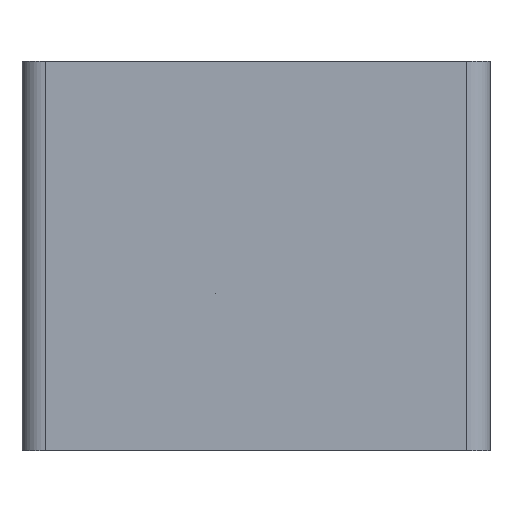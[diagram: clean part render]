
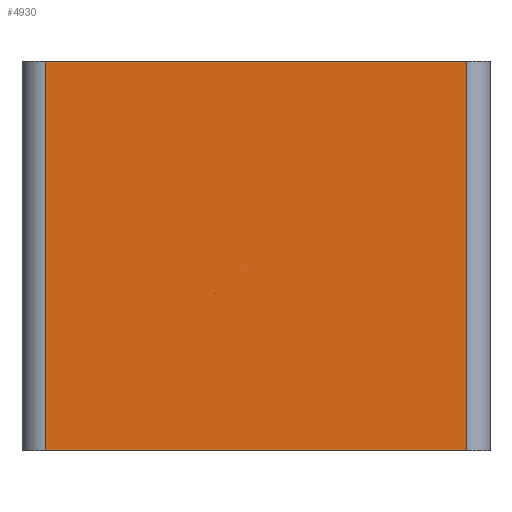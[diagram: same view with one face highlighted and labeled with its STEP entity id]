
A CAD part, front view. The second image highlights one B-rep face of the part: STEP entity #4930.
In plain terms, the highlighted planar face has unit normal (0, -1, 0).
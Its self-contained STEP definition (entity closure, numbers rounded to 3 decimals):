
#344 = EDGE_CURVE ( 'NONE', #2908, #8624, #6554, .T. ) ;
#1273 = EDGE_CURVE ( 'NONE', #2908, #11371, #10621, .T. ) ;
#1364 = ORIENTED_EDGE ( 'NONE', *, *, #6722, .F. ) ;
#1546 = CARTESIAN_POINT ( 'NONE',  ( 27., -30., 25. ) ) ;
#2541 = ORIENTED_EDGE ( 'NONE', *, *, #8070, .T. ) ;
#2570 = CARTESIAN_POINT ( 'NONE',  ( -27., -30., 25. ) ) ;
#2578 = EDGE_LOOP ( 'NONE', ( #2541, #1364, #10979, #9111 ) ) ;
#2625 = CARTESIAN_POINT ( 'NONE',  ( 27., -30., -25. ) ) ;
#2644 = AXIS2_PLACEMENT_3D ( 'NONE', #11299, #10197, #3056 ) ;
#2908 = VERTEX_POINT ( 'NONE', #2570 ) ;
#3056 = DIRECTION ( 'NONE',  ( 0., 0., 1. ) ) ;
#3540 = DIRECTION ( 'NONE',  ( 1., 0., 0. ) ) ;
#3578 = CARTESIAN_POINT ( 'NONE',  ( -27., -30., 25. ) ) ;
#4089 = PLANE ( 'NONE',  #2644 ) ;
#4724 = VECTOR ( 'NONE', #3540, 1000. ) ;
#4930 = ADVANCED_FACE ( 'NONE', ( #5741 ), #4089, .F. ) ;
#5051 = DIRECTION ( 'NONE',  ( 0., 0., -1. ) ) ;
#5123 = VECTOR ( 'NONE', #5051, 1000. ) ;
#5741 = FACE_OUTER_BOUND ( 'NONE', #2578, .T. ) ;
#6554 = LINE ( 'NONE', #10184, #7547 ) ;
#6688 = LINE ( 'NONE', #1546, #5123 ) ;
#6722 = EDGE_CURVE ( 'NONE', #11371, #11230, #6688, .T. ) ;
#7547 = VECTOR ( 'NONE', #11399, 1000. ) ;
#8031 = LINE ( 'NONE', #11625, #4724 ) ;
#8070 = EDGE_CURVE ( 'NONE', #8624, #11230, #8031, .T. ) ;
#8315 = VECTOR ( 'NONE', #8918, 1000. ) ;
#8624 = VERTEX_POINT ( 'NONE', #8852 ) ;
#8852 = CARTESIAN_POINT ( 'NONE',  ( -27., -30., -25. ) ) ;
#8918 = DIRECTION ( 'NONE',  ( 1., 0., 0. ) ) ;
#9111 = ORIENTED_EDGE ( 'NONE', *, *, #344, .T. ) ;
#9864 = CARTESIAN_POINT ( 'NONE',  ( 27., -30., 25. ) ) ;
#10184 = CARTESIAN_POINT ( 'NONE',  ( -27., -30., 25. ) ) ;
#10197 = DIRECTION ( 'NONE',  ( 0., 1., 0. ) ) ;
#10621 = LINE ( 'NONE', #3578, #8315 ) ;
#10979 = ORIENTED_EDGE ( 'NONE', *, *, #1273, .F. ) ;
#11230 = VERTEX_POINT ( 'NONE', #2625 ) ;
#11299 = CARTESIAN_POINT ( 'NONE',  ( -27., -30., 25. ) ) ;
#11371 = VERTEX_POINT ( 'NONE', #9864 ) ;
#11399 = DIRECTION ( 'NONE',  ( 0., 0., -1. ) ) ;
#11625 = CARTESIAN_POINT ( 'NONE',  ( -27., -30., -25. ) ) ;
